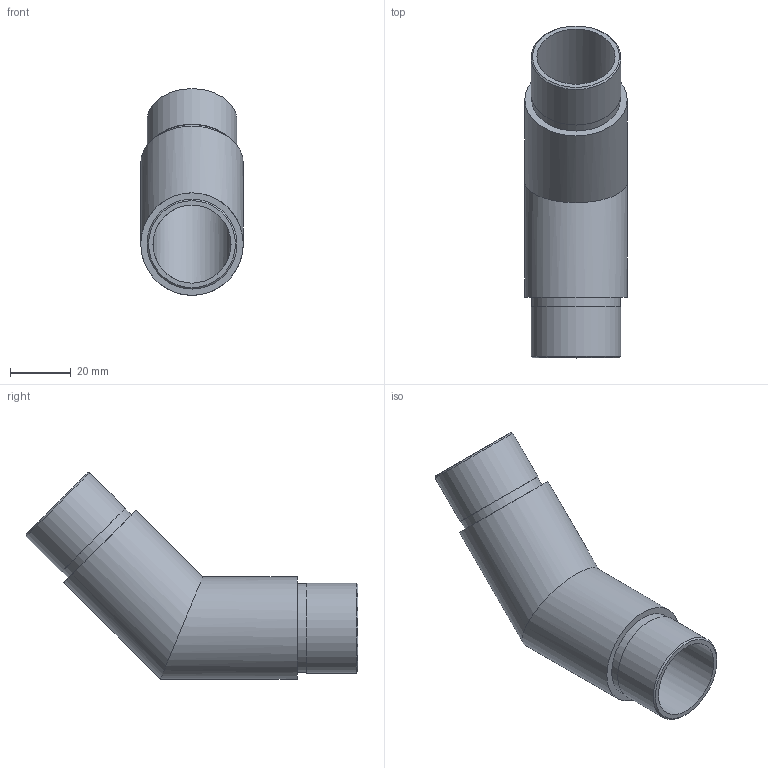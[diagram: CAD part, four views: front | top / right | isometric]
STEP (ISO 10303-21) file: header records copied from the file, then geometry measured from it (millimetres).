
FILE_DESCRIPTION (( 'STEP AP203' ), '1' );
FILE_NAME ('56151-320.step', '2020-02-27T10:32:17', ( '' ), ( '' ), 'SwSTEP 2.0', 'SolidWorks 2015', '' );
FILE_SCHEMA (( 'CONFIG_CONTROL_DESIGN' ));
Length unit declared in the file: millimetre
Products named in the file (2): 56151-320
Bounding box: 33.7 x 109.16 x 67.99 mm (x, y, z)
Volume: 35020.8 mm3; surface area: 21906.3 mm2
Topology: 1 solids, 1 shells, 234 faces, 617 edges, 411 vertices
Faces by surface type: bspline 102, plane 100, cylinder 30, cone 2
Full cylindrical faces by diameter (mm): 25.7 x2, 29.2 x2, 29.6 x2, 33.7 x2
Entity records: 11433 total; most frequent: CARTESIAN_POINT 6220, ORIENTED_EDGE 1208, DIRECTION 740, EDGE_CURVE 604, VERTEX_POINT 408, LINE 276, VECTOR 276, EDGE_LOOP 272
